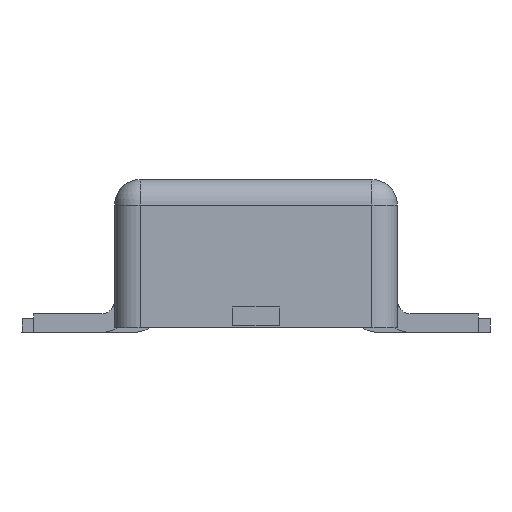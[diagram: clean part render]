
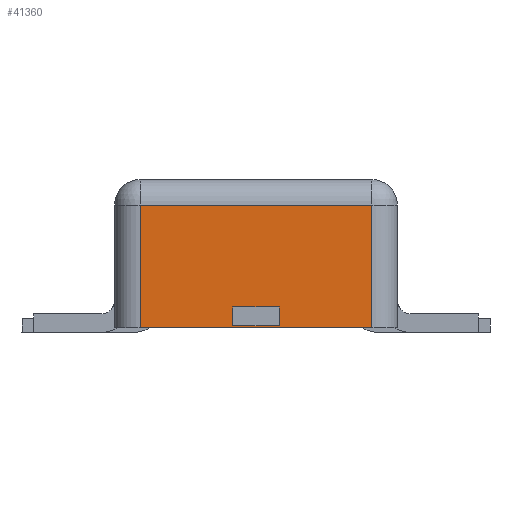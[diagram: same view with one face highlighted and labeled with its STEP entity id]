
A CAD part, left-side view. The second image highlights one B-rep face of the part: STEP entity #41360.
In plain terms, the highlighted planar face has unit normal (-1, 0, 0).
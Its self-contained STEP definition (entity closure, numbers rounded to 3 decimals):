
#17730=CARTESIAN_POINT('',(-5.585,0.5,
0.02));
#17740=VERTEX_POINT('',#17730);
#17770=CARTESIAN_POINT('',(-5.585,-6.31,
0.02));
#17780=DIRECTION('',(0.,1.,0.));
#17790=VECTOR('',#17780,1.);
#17800=LINE('',#17770,#17790);
#17810=CARTESIAN_POINT('',(-5.585,-0.5,
0.02));
#17820=VERTEX_POINT('',#17810);
#17830=EDGE_CURVE('',#17820,#17740,#17800,.T.);
#40030=CARTESIAN_POINT('',(-5.585,0.5,
0.55));
#40040=DIRECTION('',(0.,-1.,0.));
#40050=VECTOR('',#40040,1.);
#40060=LINE('',#40030,#40050);
#40070=CARTESIAN_POINT('',(-5.585,0.5,
0.55));
#40080=VERTEX_POINT('',#40070);
#40090=CARTESIAN_POINT('',(-5.585,-0.5,
0.55));
#40100=VERTEX_POINT('',#40090);
#40110=EDGE_CURVE('',#40080,#40100,#40060,.T.);
#40700=CARTESIAN_POINT('',(-5.585,-0.5,
0.55));
#40710=DIRECTION('',(0.,0.,-1.));
#40720=VECTOR('',#40710,1.);
#40730=LINE('',#40700,#40720);
#40740=EDGE_CURVE('',#40100,#17820,#40730,.T.);
#40860=CARTESIAN_POINT('',(-5.585,0.529,
0.567));
#40870=DIRECTION('',(-1.,0.,0.));
#40880=DIRECTION('',(0.,0.,1.));
#40890=AXIS2_PLACEMENT_3D('',#40860,#40870,#40880);
#40900=PLANE('',#40890);
#40910=CARTESIAN_POINT('',(-5.585,0.5,
0.02));
#40920=DIRECTION('',(0.,0.,1.));
#40930=VECTOR('',#40920,1.);
#40940=LINE('',#40910,#40930);
#40950=EDGE_CURVE('',#17740,#40080,#40940,.T.);
#40960=ORIENTED_EDGE('',*,*,#40950,.F.);
#40970=ORIENTED_EDGE('',*,*,#40110,.F.);
#40980=ORIENTED_EDGE('',*,*,#40740,.F.);
#40990=ORIENTED_EDGE('',*,*,#17830,.F.);
#41000=EDGE_LOOP('',(#40990,#40980,#40970,#40960));
#41010=FACE_OUTER_BOUND('',#41000,.T.);
#41020=CARTESIAN_POINT('',(-5.585,-0.1,
3.715));
#41030=DIRECTION('',(0.,0.,1.));
#41040=VECTOR('',#41030,1.);
#41050=LINE('',#41020,#41040);
#41060=CARTESIAN_POINT('',(-5.585,-0.1,
0.03));
#41070=VERTEX_POINT('',#41060);
#41080=CARTESIAN_POINT('',(-5.585,-0.1,
0.11));
#41090=VERTEX_POINT('',#41080);
#41100=EDGE_CURVE('',#41070,#41090,#41050,.T.);
#41110=ORIENTED_EDGE('',*,*,#41100,.F.);
#41120=CARTESIAN_POINT('',(-5.585,-6.31,
0.11));
#41130=DIRECTION('',(0.,-1.,0.));
#41140=VECTOR('',#41130,1.);
#41150=LINE('',#41120,#41140);
#41160=CARTESIAN_POINT('',(-5.585,0.1,
0.11));
#41170=VERTEX_POINT('',#41160);
#41180=EDGE_CURVE('',#41170,#41090,#41150,.T.);
#41190=ORIENTED_EDGE('',*,*,#41180,.T.);
#41200=CARTESIAN_POINT('',(-5.585,0.1,
3.715));
#41210=DIRECTION('',(0.,0.,1.));
#41220=VECTOR('',#41210,1.);
#41230=LINE('',#41200,#41220);
#41240=CARTESIAN_POINT('',(-5.585,0.1,
0.03));
#41250=VERTEX_POINT('',#41240);
#41260=EDGE_CURVE('',#41250,#41170,#41230,.T.);
#41270=ORIENTED_EDGE('',*,*,#41260,.T.);
#41280=CARTESIAN_POINT('',(-5.585,-6.31,
0.03));
#41290=DIRECTION('',(0.,1.,0.));
#41300=VECTOR('',#41290,1.);
#41310=LINE('',#41280,#41300);
#41320=EDGE_CURVE('',#41070,#41250,#41310,.T.);
#41330=ORIENTED_EDGE('',*,*,#41320,.T.);
#41340=EDGE_LOOP('',(#41330,#41270,#41190,#41110));
#41350=FACE_BOUND('',#41340,.T.);
#41360=ADVANCED_FACE('',(#41010,#41350),#40900,.T.);
